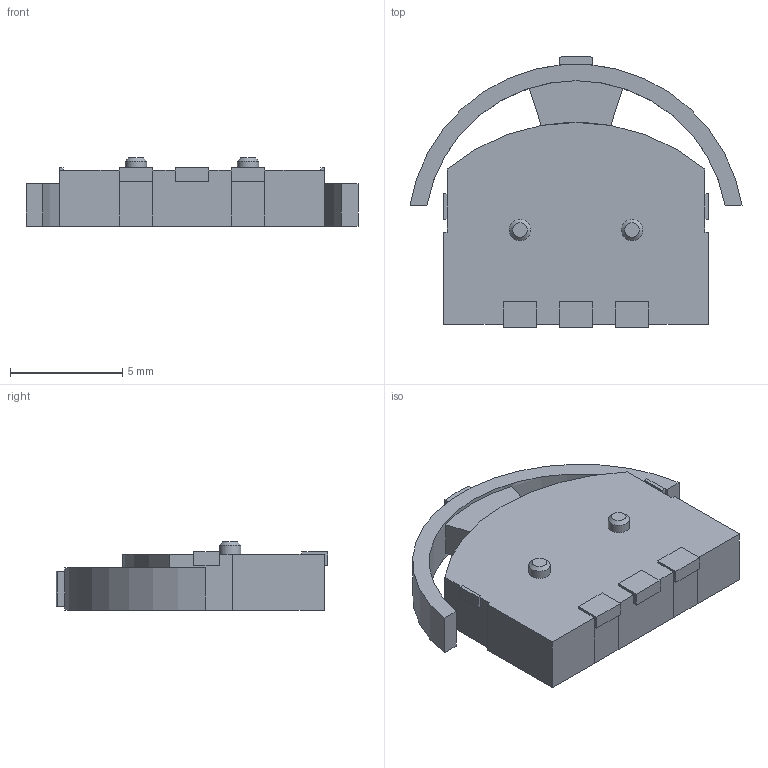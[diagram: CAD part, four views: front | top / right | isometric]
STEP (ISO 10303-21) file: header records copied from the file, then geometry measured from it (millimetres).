
FILE_DESCRIPTION(/* description */ (''),/* implementation_level */ '2;1');
FILE_NAME(/* name */ 'LeverSwitch_TMHU27.step',/* time_stamp */ '2025-08-20T23:56:40+09:00',/* author */ (''),/* organization */ (''),/* preprocessor_version */ 'ST-DEVELOPER v20.1',/* originating_system */ 'Autodesk Translation Framework v14.10.0.0',/* authorisation */ '');
FILE_SCHEMA (('AUTOMOTIVE_DESIGN { 1 0 10303 214 3 1 1 }'));
Length unit declared in the file: millimetre
Products named in the file (1): Lever_Switch
Bounding box: 14.81 x 12.1 x 3.05 mm (x, y, z)
Volume: 284.1 mm3; surface area: 415.9 mm2
Topology: 1 solids, 1 shells, 65 faces, 164 edges, 106 vertices
Faces by surface type: plane 57, cylinder 6, cone 2
Full cylindrical faces by diameter (mm): 0.95 x2
Entity records: 1951 total; most frequent: CARTESIAN_POINT 336, ORIENTED_EDGE 328, DIRECTION 316, EDGE_CURVE 164, LINE 144, VECTOR 144, VERTEX_POINT 106, AXIS2_PLACEMENT_3D 86
